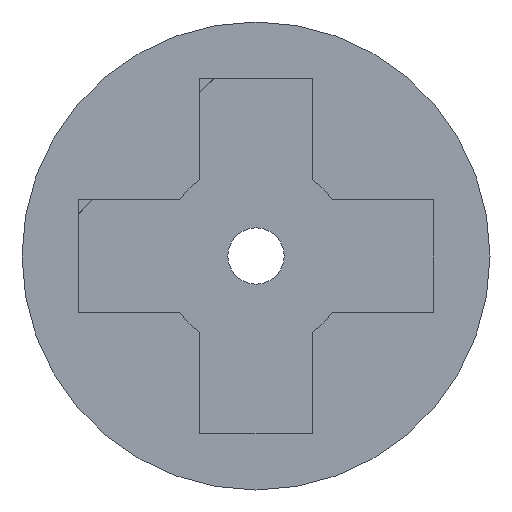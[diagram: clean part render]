
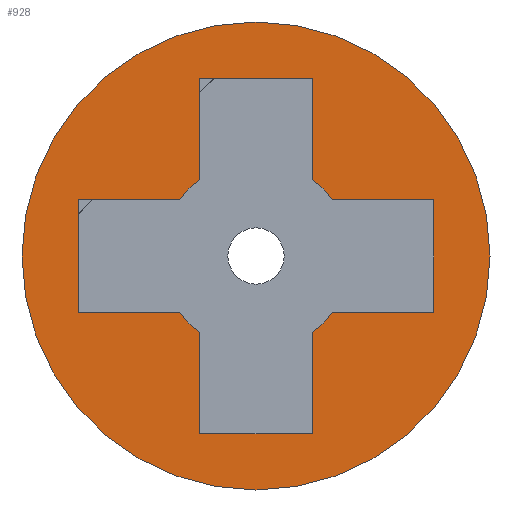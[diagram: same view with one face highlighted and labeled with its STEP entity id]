
A CAD part, front view. The second image highlights one B-rep face of the part: STEP entity #928.
In plain terms, the highlighted planar face has unit normal (0, -1, 0).
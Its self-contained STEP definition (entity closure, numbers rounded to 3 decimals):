
#18 = EDGE_CURVE ( 'NONE', #962, #326, #325, .T. ) ;
#21 = EDGE_CURVE ( 'NONE', #768, #962, #341, .T. ) ;
#32 = EDGE_CURVE ( 'NONE', #207, #768, #328, .T. ) ;
#34 = VECTOR ( 'NONE', #622, 1000. ) ;
#39 = CARTESIAN_POINT ( 'NONE',  ( -1.9, -0.5, 2.575 ) ) ;
#47 = EDGE_CURVE ( 'NONE', #210, #207, #315, .T. ) ;
#50 = LINE ( 'NONE', #616, #34 ) ;
#61 = EDGE_CURVE ( 'NONE', #351, #210, #313, .T. ) ;
#63 = CARTESIAN_POINT ( 'NONE',  ( 2.575, -0.5, 1.9 ) ) ;
#78 = EDGE_CURVE ( 'NONE', #972, #351, #299, .T. ) ;
#89 = DIRECTION ( 'NONE',  ( 0., 0., 1. ) ) ;
#91 = EDGE_CURVE ( 'NONE', #1068, #972, #301, .T. ) ;
#94 = CARTESIAN_POINT ( 'NONE',  ( 1.9, -0.5, -2.575 ) ) ;
#103 = CARTESIAN_POINT ( 'NONE',  ( 0., -0.5, 0. ) ) ;
#108 = EDGE_CURVE ( 'NONE', #482, #1068, #278, .T. ) ;
#114 = CARTESIAN_POINT ( 'NONE',  ( 1.9, -0.5, -6. ) ) ;
#115 = DIRECTION ( 'NONE',  ( 0., -1., 0. ) ) ;
#122 = EDGE_CURVE ( 'NONE', #238, #482, #280, .T. ) ;
#126 = EDGE_CURVE ( 'NONE', #1105, #387, #275, .T. ) ;
#127 = CARTESIAN_POINT ( 'NONE',  ( -6., -0.5, 1.9 ) ) ;
#135 = ORIENTED_EDGE ( 'NONE', *, *, #91, .F. ) ;
#145 = VECTOR ( 'NONE', #812, 1000. ) ;
#181 = DIRECTION ( 'NONE',  ( -1., 0., 0. ) ) ;
#190 = CARTESIAN_POINT ( 'NONE',  ( 1.9, -0.5, 6. ) ) ;
#194 = VECTOR ( 'NONE', #1379, 1000. ) ;
#206 = LINE ( 'NONE', #63, #194 ) ;
#207 = VERTEX_POINT ( 'NONE', #94 ) ;
#210 = VERTEX_POINT ( 'NONE', #114 ) ;
#213 = VERTEX_POINT ( 'NONE', #39 ) ;
#238 = VERTEX_POINT ( 'NONE', #127 ) ;
#270 = DIRECTION ( 'NONE',  ( 1., 0., 0. ) ) ;
#275 = CIRCLE ( 'NONE', #952, 7.89 ) ;
#276 = VECTOR ( 'NONE', #334, 1000. ) ;
#278 = LINE ( 'NONE', #366, #276 ) ;
#279 = DIRECTION ( 'NONE',  ( 0., -1., 0. ) ) ;
#280 = LINE ( 'NONE', #339, #282 ) ;
#281 = CARTESIAN_POINT ( 'NONE',  ( 0., -0.5, 0. ) ) ;
#282 = VECTOR ( 'NONE', #324, 1000. ) ;
#286 = VECTOR ( 'NONE', #402, 1000. ) ;
#297 = VECTOR ( 'NONE', #478, 1000. ) ;
#299 = LINE ( 'NONE', #421, #286 ) ;
#300 = VECTOR ( 'NONE', #425, 1000. ) ;
#301 = CIRCLE ( 'NONE', #1498, 3.2 ) ;
#313 = LINE ( 'NONE', #433, #297 ) ;
#315 = LINE ( 'NONE', #449, #300 ) ;
#317 = VECTOR ( 'NONE', #521, 1000. ) ;
#318 = EDGE_CURVE ( 'NONE', #326, #696, #206, .T. ) ;
#323 = VECTOR ( 'NONE', #583, 1000. ) ;
#324 = DIRECTION ( 'NONE',  ( 0., 0., -1. ) ) ;
#325 = LINE ( 'NONE', #603, #323 ) ;
#326 = VERTEX_POINT ( 'NONE', #448 ) ;
#328 = CIRCLE ( 'NONE', #722, 3.2 ) ;
#334 = DIRECTION ( 'NONE',  ( 1., 0., 0. ) ) ;
#338 = CARTESIAN_POINT ( 'NONE',  ( 2.575, -0.5, -1.9 ) ) ;
#339 = CARTESIAN_POINT ( 'NONE',  ( -6., -0.5, 1.9 ) ) ;
#341 = LINE ( 'NONE', #610, #317 ) ;
#345 = DIRECTION ( 'NONE',  ( 0., 0., -1. ) ) ;
#351 = VERTEX_POINT ( 'NONE', #973 ) ;
#353 = DIRECTION ( 'NONE',  ( 0., -1., 0. ) ) ;
#361 = CARTESIAN_POINT ( 'NONE',  ( 0., -0.5, 0. ) ) ;
#366 = CARTESIAN_POINT ( 'NONE',  ( -2.575, -0.5, -1.9 ) ) ;
#371 = AXIS2_PLACEMENT_3D ( 'NONE', #794, #786, #782 ) ;
#373 = ORIENTED_EDGE ( 'NONE', *, *, #318, .F. ) ;
#387 = VERTEX_POINT ( 'NONE', #1054 ) ;
#398 = ORIENTED_EDGE ( 'NONE', *, *, #865, .T. ) ;
#399 = CARTESIAN_POINT ( 'NONE',  ( 0., -0.5, 0. ) ) ;
#402 = DIRECTION ( 'NONE',  ( 0., 0., -1. ) ) ;
#403 = CARTESIAN_POINT ( 'NONE',  ( -6., -0.5, 1.9 ) ) ;
#412 = DIRECTION ( 'NONE',  ( -1., 0., 0. ) ) ;
#421 = CARTESIAN_POINT ( 'NONE',  ( -1.9, -0.5, -6. ) ) ;
#425 = DIRECTION ( 'NONE',  ( 0., 0., 1. ) ) ;
#431 = PLANE ( 'NONE',  #988 ) ;
#433 = CARTESIAN_POINT ( 'NONE',  ( -1.9, -0.5, -6. ) ) ;
#441 = DIRECTION ( 'NONE',  ( 0., 0., 1. ) ) ;
#443 = DIRECTION ( 'NONE',  ( 0., -1., 0. ) ) ;
#447 = CARTESIAN_POINT ( 'NONE',  ( 0., -0.5, 0. ) ) ;
#448 = CARTESIAN_POINT ( 'NONE',  ( 6., -0.5, 1.9 ) ) ;
#449 = CARTESIAN_POINT ( 'NONE',  ( 1.9, -0.5, -2.575 ) ) ;
#455 = DIRECTION ( 'NONE',  ( 0., -1., 0. ) ) ;
#463 = DIRECTION ( 'NONE',  ( 1., 0., 0. ) ) ;
#478 = DIRECTION ( 'NONE',  ( 1., 0., 0. ) ) ;
#482 = VERTEX_POINT ( 'NONE', #1469 ) ;
#486 = ORIENTED_EDGE ( 'NONE', *, *, #1454, .F. ) ;
#510 = VERTEX_POINT ( 'NONE', #1458 ) ;
#521 = DIRECTION ( 'NONE',  ( 1., 0., 0. ) ) ;
#549 = LINE ( 'NONE', #778, #145 ) ;
#559 = VERTEX_POINT ( 'NONE', #1494 ) ;
#573 = CIRCLE ( 'NONE', #923, 3.2 ) ;
#583 = DIRECTION ( 'NONE',  ( 0., 0., 1. ) ) ;
#590 = ORIENTED_EDGE ( 'NONE', *, *, #32, .F. ) ;
#603 = CARTESIAN_POINT ( 'NONE',  ( 6., -0.5, -1.9 ) ) ;
#610 = CARTESIAN_POINT ( 'NONE',  ( 6., -0.5, -1.9 ) ) ;
#616 = CARTESIAN_POINT ( 'NONE',  ( -1.9, -0.5, 2.575 ) ) ;
#619 = LINE ( 'NONE', #190, #1164 ) ;
#622 = DIRECTION ( 'NONE',  ( 0., 0., -1. ) ) ;
#629 = ORIENTED_EDGE ( 'NONE', *, *, #1008, .F. ) ;
#655 = ORIENTED_EDGE ( 'NONE', *, *, #919, .F. ) ;
#663 = CIRCLE ( 'NONE', #371, 3.2 ) ;
#670 = ORIENTED_EDGE ( 'NONE', *, *, #78, .F. ) ;
#696 = VERTEX_POINT ( 'NONE', #1319 ) ;
#704 = CARTESIAN_POINT ( 'NONE',  ( -7.89, -0.5, 0. ) ) ;
#722 = AXIS2_PLACEMENT_3D ( 'NONE', #447, #443, #441 ) ;
#728 = ORIENTED_EDGE ( 'NONE', *, *, #122, .F. ) ;
#735 = DIRECTION ( 'NONE',  ( 0., -1., 0. ) ) ;
#738 = CARTESIAN_POINT ( 'NONE',  ( 0., -0.5, 0. ) ) ;
#743 = DIRECTION ( 'NONE',  ( 1., 0., 0. ) ) ;
#757 = ORIENTED_EDGE ( 'NONE', *, *, #1475, .F. ) ;
#768 = VERTEX_POINT ( 'NONE', #338 ) ;
#778 = CARTESIAN_POINT ( 'NONE',  ( 1.9, -0.5, 6. ) ) ;
#782 = DIRECTION ( 'NONE',  ( 0., 0., -1. ) ) ;
#786 = DIRECTION ( 'NONE',  ( 0., -1., 0. ) ) ;
#794 = CARTESIAN_POINT ( 'NONE',  ( 0., -0.5, 0. ) ) ;
#812 = DIRECTION ( 'NONE',  ( 0., 0., 1. ) ) ;
#817 = EDGE_CURVE ( 'NONE', #1347, #213, #50, .T. ) ;
#837 = ORIENTED_EDGE ( 'NONE', *, *, #108, .F. ) ;
#840 = ORIENTED_EDGE ( 'NONE', *, *, #126, .T. ) ;
#865 = EDGE_CURVE ( 'NONE', #387, #1105, #1206, .T. ) ;
#876 = ORIENTED_EDGE ( 'NONE', *, *, #18, .F. ) ;
#919 = EDGE_CURVE ( 'NONE', #559, #238, #1298, .T. ) ;
#923 = AXIS2_PLACEMENT_3D ( 'NONE', #103, #115, #89 ) ;
#928 = ADVANCED_FACE ( 'NONE', ( #1337, #1381 ), #431, .T. ) ;
#943 = ORIENTED_EDGE ( 'NONE', *, *, #817, .F. ) ;
#952 = AXIS2_PLACEMENT_3D ( 'NONE', #281, #279, #270 ) ;
#962 = VERTEX_POINT ( 'NONE', #1207 ) ;
#972 = VERTEX_POINT ( 'NONE', #1267 ) ;
#973 = CARTESIAN_POINT ( 'NONE',  ( -1.9, -0.5, -6. ) ) ;
#983 = CARTESIAN_POINT ( 'NONE',  ( -1.9, -0.5, 6. ) ) ;
#988 = AXIS2_PLACEMENT_3D ( 'NONE', #399, #455, #463 ) ;
#1008 = EDGE_CURVE ( 'NONE', #1125, #1347, #619, .T. ) ;
#1026 = EDGE_CURVE ( 'NONE', #696, #510, #573, .T. ) ;
#1054 = CARTESIAN_POINT ( 'NONE',  ( 7.89, -0.5, 0. ) ) ;
#1068 = VERTEX_POINT ( 'NONE', #1348 ) ;
#1098 = AXIS2_PLACEMENT_3D ( 'NONE', #738, #735, #743 ) ;
#1105 = VERTEX_POINT ( 'NONE', #704 ) ;
#1106 = ORIENTED_EDGE ( 'NONE', *, *, #21, .F. ) ;
#1125 = VERTEX_POINT ( 'NONE', #1528 ) ;
#1164 = VECTOR ( 'NONE', #181, 1000. ) ;
#1206 = CIRCLE ( 'NONE', #1098, 7.89 ) ;
#1207 = CARTESIAN_POINT ( 'NONE',  ( 6., -0.5, -1.9 ) ) ;
#1243 = ORIENTED_EDGE ( 'NONE', *, *, #1026, .F. ) ;
#1251 = ORIENTED_EDGE ( 'NONE', *, *, #61, .F. ) ;
#1267 = CARTESIAN_POINT ( 'NONE',  ( -1.9, -0.5, -2.575 ) ) ;
#1298 = LINE ( 'NONE', #403, #1429 ) ;
#1319 = CARTESIAN_POINT ( 'NONE',  ( 2.575, -0.5, 1.9 ) ) ;
#1337 = FACE_BOUND ( 'NONE', #1502, .T. ) ;
#1347 = VERTEX_POINT ( 'NONE', #983 ) ;
#1348 = CARTESIAN_POINT ( 'NONE',  ( -2.575, -0.5, -1.9 ) ) ;
#1379 = DIRECTION ( 'NONE',  ( -1., 0., 0. ) ) ;
#1381 = FACE_OUTER_BOUND ( 'NONE', #1460, .T. ) ;
#1429 = VECTOR ( 'NONE', #412, 1000. ) ;
#1440 = ORIENTED_EDGE ( 'NONE', *, *, #47, .F. ) ;
#1454 = EDGE_CURVE ( 'NONE', #213, #559, #663, .T. ) ;
#1458 = CARTESIAN_POINT ( 'NONE',  ( 1.9, -0.5, 2.575 ) ) ;
#1460 = EDGE_LOOP ( 'NONE', ( #398, #840 ) ) ;
#1469 = CARTESIAN_POINT ( 'NONE',  ( -6., -0.5, -1.9 ) ) ;
#1475 = EDGE_CURVE ( 'NONE', #510, #1125, #549, .T. ) ;
#1494 = CARTESIAN_POINT ( 'NONE',  ( -2.575, -0.5, 1.9 ) ) ;
#1498 = AXIS2_PLACEMENT_3D ( 'NONE', #361, #353, #345 ) ;
#1502 = EDGE_LOOP ( 'NONE', ( #655, #486, #943, #629, #757, #1243, #373, #876, #1106, #590, #1440, #1251, #670, #135, #837, #728 ) ) ;
#1528 = CARTESIAN_POINT ( 'NONE',  ( 1.9, -0.5, 6. ) ) ;
